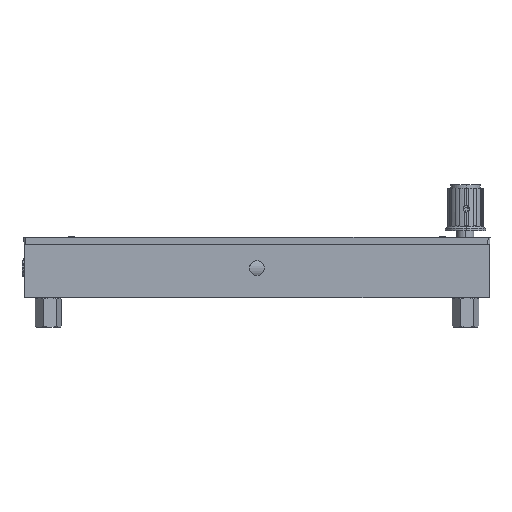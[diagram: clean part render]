
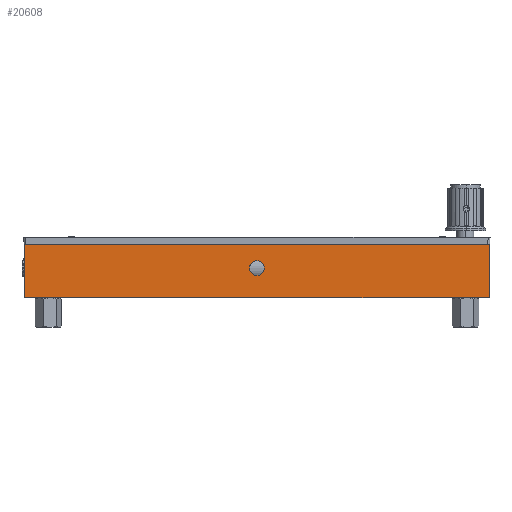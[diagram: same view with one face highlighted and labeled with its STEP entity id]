
A CAD part, left-side view. The second image highlights one B-rep face of the part: STEP entity #20608.
In plain terms, the highlighted planar face has unit normal (-1, 0, 0).
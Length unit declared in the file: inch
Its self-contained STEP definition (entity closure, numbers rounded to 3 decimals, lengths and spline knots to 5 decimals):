
#152 = ORIENTED_EDGE ( 'NONE', *, *, #826, .F. ) ;
#413 = CARTESIAN_POINT ( 'NONE',  ( -0.625, 0., -0.625 ) ) ;
#480 = AXIS2_PLACEMENT_3D ( 'NONE', #4939, #17598, #6600 ) ;
#519 = CARTESIAN_POINT ( 'NONE',  ( -0.625, 9.81, -0.625 ) ) ;
#826 = EDGE_CURVE ( 'NONE', #9428, #8078, #19258, .T. ) ;
#846 = CIRCLE ( 'NONE', #8504, 0.15625 ) ;
#867 = LINE ( 'NONE', #7124, #2117 ) ;
#1132 = EDGE_CURVE ( 'NONE', #6248, #6602, #7815, .T. ) ;
#1652 = CARTESIAN_POINT ( 'NONE',  ( -0.625, 4.905, 0. ) ) ;
#1714 = VERTEX_POINT ( 'NONE', #8720 ) ;
#1849 = CARTESIAN_POINT ( 'NONE',  ( -0.625, 0., 0.5 ) ) ;
#2117 = VECTOR ( 'NONE', #5762, 39.37008 ) ;
#2276 = CARTESIAN_POINT ( 'NONE',  ( -0.625, 9.81, 0.5 ) ) ;
#2376 = CARTESIAN_POINT ( 'NONE',  ( -0.625, 4.905, -0.15625 ) ) ;
#2721 = VECTOR ( 'NONE', #15038, 39.37008 ) ;
#4683 = AXIS2_PLACEMENT_3D ( 'NONE', #7288, #17959, #15239 ) ;
#4859 = EDGE_CURVE ( 'NONE', #1714, #5457, #846, .T. ) ;
#4926 = DIRECTION ( 'NONE',  ( 0., -1., 0. ) ) ;
#4939 = CARTESIAN_POINT ( 'NONE',  ( -0.625, 9.81, -0.625 ) ) ;
#5457 = VERTEX_POINT ( 'NONE', #2376 ) ;
#5537 = EDGE_CURVE ( 'NONE', #5457, #1714, #7689, .T. ) ;
#5762 = DIRECTION ( 'NONE',  ( 0., 0., 1. ) ) ;
#6233 = DIRECTION ( 'NONE',  ( 0., -1., 0. ) ) ;
#6248 = VERTEX_POINT ( 'NONE', #12154 ) ;
#6557 = DIRECTION ( 'NONE',  ( 0., 0., -1. ) ) ;
#6600 = DIRECTION ( 'NONE',  ( 0., 0., -1. ) ) ;
#6602 = VERTEX_POINT ( 'NONE', #413 ) ;
#7124 = CARTESIAN_POINT ( 'NONE',  ( -0.625, 0., -0.625 ) ) ;
#7288 = CARTESIAN_POINT ( 'NONE',  ( -0.625, 4.905, 0. ) ) ;
#7689 = CIRCLE ( 'NONE', #4683, 0.15625 ) ;
#7815 = LINE ( 'NONE', #20587, #9957 ) ;
#8078 = VERTEX_POINT ( 'NONE', #1849 ) ;
#8504 = AXIS2_PLACEMENT_3D ( 'NONE', #1652, #20699, #6557 ) ;
#8720 = CARTESIAN_POINT ( 'NONE',  ( -0.625, 4.905, 0.15625 ) ) ;
#9242 = ORIENTED_EDGE ( 'NONE', *, *, #4859, .T. ) ;
#9428 = VERTEX_POINT ( 'NONE', #2276 ) ;
#9894 = ORIENTED_EDGE ( 'NONE', *, *, #16289, .F. ) ;
#9957 = VECTOR ( 'NONE', #6233, 39.37008 ) ;
#10176 = EDGE_CURVE ( 'NONE', #6602, #8078, #867, .T. ) ;
#10457 = EDGE_LOOP ( 'NONE', ( #12027, #152, #9894, #17040 ) ) ;
#11754 = ORIENTED_EDGE ( 'NONE', *, *, #5537, .T. ) ;
#11882 = EDGE_LOOP ( 'NONE', ( #11754, #9242 ) ) ;
#12027 = ORIENTED_EDGE ( 'NONE', *, *, #10176, .T. ) ;
#12154 = CARTESIAN_POINT ( 'NONE',  ( -0.625, 9.81, -0.625 ) ) ;
#13370 = CARTESIAN_POINT ( 'NONE',  ( -0.625, 9.81, 0.5 ) ) ;
#14168 = FACE_OUTER_BOUND ( 'NONE', #10457, .T. ) ;
#14262 = PLANE ( 'NONE',  #480 ) ;
#14566 = FACE_BOUND ( 'NONE', #11882, .T. ) ;
#14840 = LINE ( 'NONE', #519, #2721 ) ;
#15038 = DIRECTION ( 'NONE',  ( 0., 0., 1. ) ) ;
#15239 = DIRECTION ( 'NONE',  ( 0., 0., -1. ) ) ;
#16289 = EDGE_CURVE ( 'NONE', #6248, #9428, #14840, .T. ) ;
#17040 = ORIENTED_EDGE ( 'NONE', *, *, #1132, .T. ) ;
#17598 = DIRECTION ( 'NONE',  ( 1., 0., 0. ) ) ;
#17959 = DIRECTION ( 'NONE',  ( 1., 0., 0. ) ) ;
#19258 = LINE ( 'NONE', #13370, #19321 ) ;
#19321 = VECTOR ( 'NONE', #4926, 39.37008 ) ;
#20587 = CARTESIAN_POINT ( 'NONE',  ( -0.625, 9.81, -0.625 ) ) ;
#20608 = ADVANCED_FACE ( 'NONE', ( #14566, #14168 ), #14262, .F. ) ;
#20699 = DIRECTION ( 'NONE',  ( 1., 0., 0. ) ) ;
